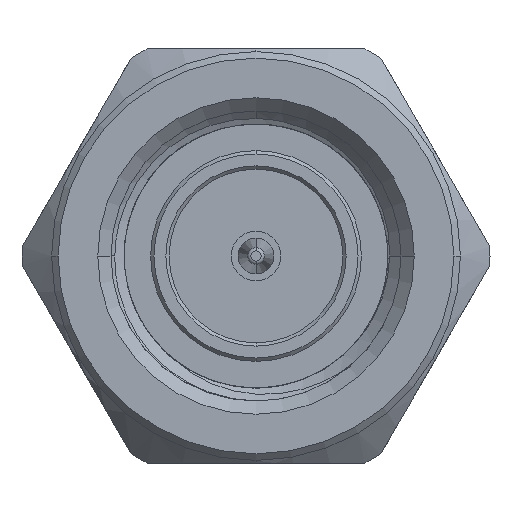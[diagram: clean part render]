
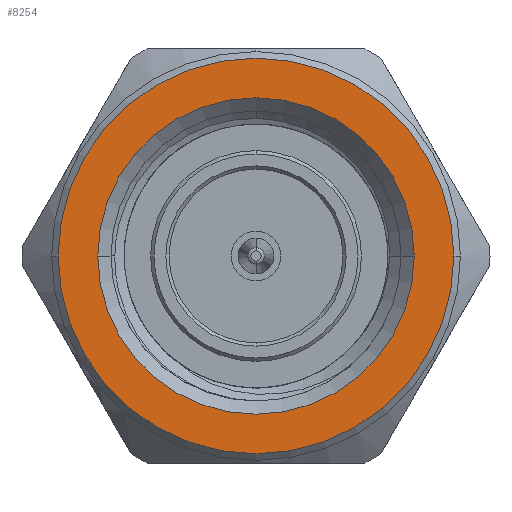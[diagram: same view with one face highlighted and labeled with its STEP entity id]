
A CAD part, left-side view. The second image highlights one B-rep face of the part: STEP entity #8254.
In plain terms, the highlighted planar face has unit normal (-1, 0, 0).
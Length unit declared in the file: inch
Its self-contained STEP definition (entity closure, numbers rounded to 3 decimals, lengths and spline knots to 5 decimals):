
#24 = AXIS2_PLACEMENT_3D ( 'NONE', #6170, #1424, #2068 ) ;
#160 = CIRCLE ( 'NONE', #24, 0.23875 ) ;
#398 = EDGE_CURVE ( 'NONE', #6684, #8382, #4631, .T. ) ;
#885 = CARTESIAN_POINT ( 'NONE',  ( 0., -0.29846, 0. ) ) ;
#1424 = DIRECTION ( 'NONE',  ( 1., 0., 0. ) ) ;
#1662 = EDGE_CURVE ( 'NONE', #8382, #6684, #7155, .T. ) ;
#1881 = EDGE_CURVE ( 'NONE', #5992, #7093, #160, .T. ) ;
#1972 = DIRECTION ( 'NONE',  ( 1., 0., 0. ) ) ;
#2009 = DIRECTION ( 'NONE',  ( 0., -1., 0. ) ) ;
#2068 = DIRECTION ( 'NONE',  ( 0., -1., 0. ) ) ;
#2144 = FACE_BOUND ( 'NONE', #3144, .T. ) ;
#2355 = CARTESIAN_POINT ( 'NONE',  ( 0., -0.23875, 0. ) ) ;
#2572 = ORIENTED_EDGE ( 'NONE', *, *, #398, .T. ) ;
#3144 = EDGE_LOOP ( 'NONE', ( #4659, #6804 ) ) ;
#4369 = DIRECTION ( 'NONE',  ( 0., -1., 0. ) ) ;
#4631 = CIRCLE ( 'NONE', #5582, 0.29846 ) ;
#4659 = ORIENTED_EDGE ( 'NONE', *, *, #5011, .T. ) ;
#4798 = CARTESIAN_POINT ( 'NONE',  ( 0., 0.23875, 0. ) ) ;
#5011 = EDGE_CURVE ( 'NONE', #7093, #5992, #5825, .T. ) ;
#5047 = ORIENTED_EDGE ( 'NONE', *, *, #1662, .T. ) ;
#5105 = CARTESIAN_POINT ( 'NONE',  ( 0., 0., 0. ) ) ;
#5323 = PLANE ( 'NONE',  #5978 ) ;
#5582 = AXIS2_PLACEMENT_3D ( 'NONE', #5105, #8365, #7735 ) ;
#5825 = CIRCLE ( 'NONE', #7983, 0.23875 ) ;
#5871 = CARTESIAN_POINT ( 'NONE',  ( 0., 0.29846, 0. ) ) ;
#5888 = EDGE_LOOP ( 'NONE', ( #2572, #5047 ) ) ;
#5901 = CARTESIAN_POINT ( 'NONE',  ( 0., 0., 0. ) ) ;
#5978 = AXIS2_PLACEMENT_3D ( 'NONE', #7211, #6646, #2009 ) ;
#5992 = VERTEX_POINT ( 'NONE', #4798 ) ;
#6170 = CARTESIAN_POINT ( 'NONE',  ( 0., 0., 0. ) ) ;
#6324 = DIRECTION ( 'NONE',  ( -1., 0., 0. ) ) ;
#6547 = DIRECTION ( 'NONE',  ( 0., -1., 0. ) ) ;
#6646 = DIRECTION ( 'NONE',  ( -1., 0., 0. ) ) ;
#6684 = VERTEX_POINT ( 'NONE', #5871 ) ;
#6719 = AXIS2_PLACEMENT_3D ( 'NONE', #8217, #6324, #4369 ) ;
#6804 = ORIENTED_EDGE ( 'NONE', *, *, #1881, .T. ) ;
#7093 = VERTEX_POINT ( 'NONE', #2355 ) ;
#7155 = CIRCLE ( 'NONE', #6719, 0.29846 ) ;
#7211 = CARTESIAN_POINT ( 'NONE',  ( 0., 0., 0. ) ) ;
#7735 = DIRECTION ( 'NONE',  ( 0., -1., 0. ) ) ;
#7983 = AXIS2_PLACEMENT_3D ( 'NONE', #5901, #1972, #6547 ) ;
#8027 = FACE_OUTER_BOUND ( 'NONE', #5888, .T. ) ;
#8217 = CARTESIAN_POINT ( 'NONE',  ( 0., 0., 0. ) ) ;
#8254 = ADVANCED_FACE ( 'NONE', ( #8027, #2144 ), #5323, .T. ) ;
#8365 = DIRECTION ( 'NONE',  ( -1., 0., 0. ) ) ;
#8382 = VERTEX_POINT ( 'NONE', #885 ) ;
